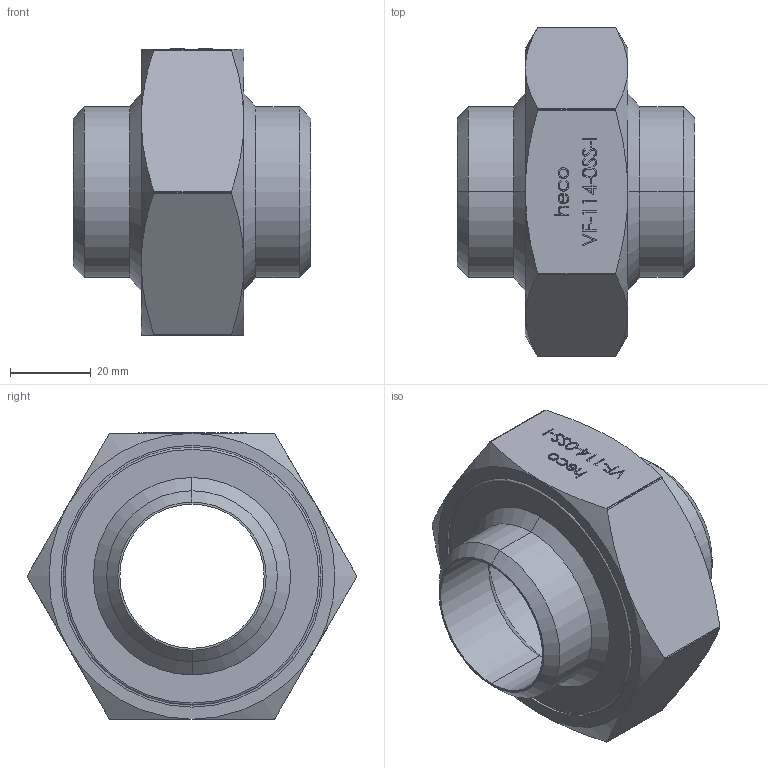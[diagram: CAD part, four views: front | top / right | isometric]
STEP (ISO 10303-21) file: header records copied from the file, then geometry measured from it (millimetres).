
FILE_DESCRIPTION (( 'STEP AP214' ), '1' );
FILE_NAME ('heco_VF-114-0SS-I.STEP', '2016-09-19T07:25:36', ( '' ), ( '' ), 'SwSTEP 2.0', 'SolidWorks 2016', '' );
FILE_SCHEMA (( 'AUTOMOTIVE_DESIGN' ));
Length unit declared in the file: millimetre
Products named in the file (1): heco_VF-114-0SS-I
Bounding box: 59 x 81.83 x 71.1 mm (x, y, z)
Volume: 89654.8 mm3; surface area: 23835.4 mm2
Topology: 1 solids, 1 shells, 238 faces, 601 edges, 390 vertices
Faces by surface type: plane 108, bspline 74, cone 28, cylinder 26, torus 2
Entity records: 12576 total; most frequent: CARTESIAN_POINT 5584, ORIENTED_EDGE 1202, DIRECTION 793, EDGE_CURVE 601, VERTEX_POINT 390, VECTOR 347, LINE 347, EDGE_LOOP 265
